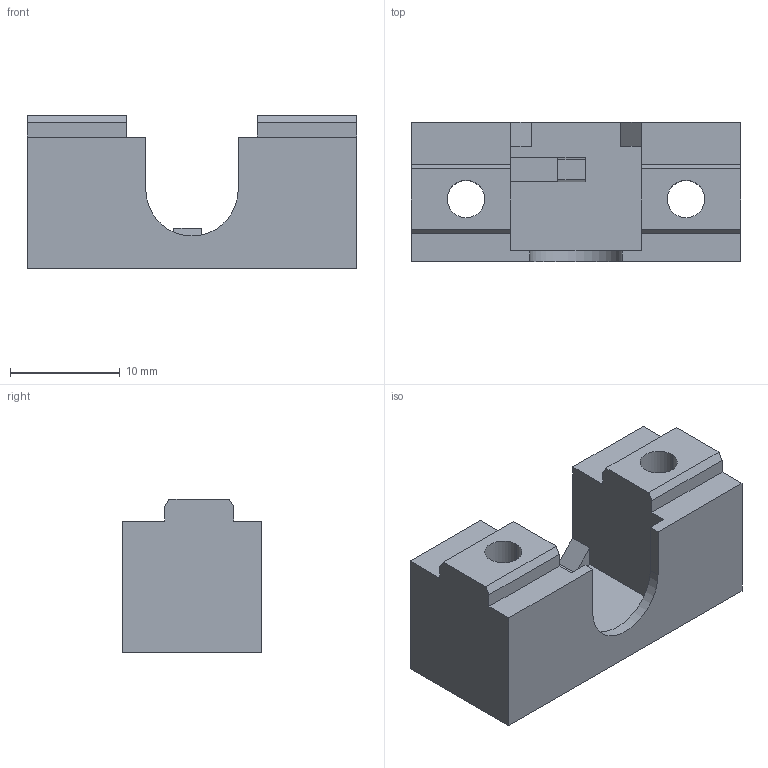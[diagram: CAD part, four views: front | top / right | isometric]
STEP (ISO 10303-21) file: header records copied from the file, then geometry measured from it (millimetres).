
FILE_DESCRIPTION (( 'STEP AP214' ), '1' );
FILE_NAME ('N20 motor bracket 4 (3D).STEP', '2022-02-11T13:14:00', ( '' ), ( '' ), 'SwSTEP 2.0', 'SolidWorks 2016', '' );
FILE_SCHEMA (( 'AUTOMOTIVE_DESIGN' ));
Length unit declared in the file: millimetre
Products named in the file (2): N20 motor bracket 4 (3D)
Bounding box: 30 x 12.7 x 14 mm (x, y, z)
Volume: 3128.7 mm3; surface area: 2285.5 mm2
Topology: 1 solids, 1 shells, 42 faces, 118 edges, 78 vertices
Faces by surface type: plane 37, cylinder 5
Entity records: 1393 total; most frequent: CARTESIAN_POINT 240, ORIENTED_EDGE 236, DIRECTION 216, EDGE_CURVE 118, VECTOR 108, LINE 108, VERTEX_POINT 78, AXIS2_PLACEMENT_3D 54
